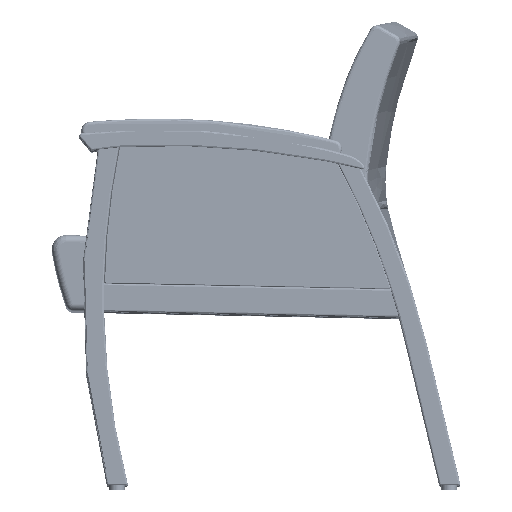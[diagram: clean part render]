
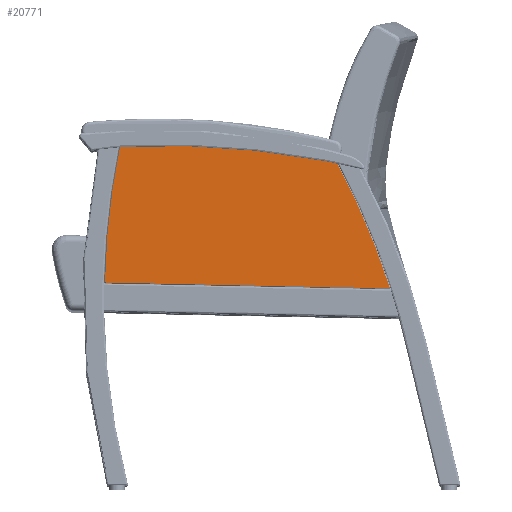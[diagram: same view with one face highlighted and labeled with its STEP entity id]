
A CAD part, top view. The second image highlights one B-rep face of the part: STEP entity #20771.
In plain terms, the highlighted planar face has unit normal (0, 0, 1).
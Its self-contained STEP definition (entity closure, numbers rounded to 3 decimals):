
#2569=PLANE('',#23195);
#3925=LINE('',#121194,#4601);
#4601=VECTOR('',#28575,20.361);
#6450=FACE_OUTER_BOUND('',#8194,.T.);
#8194=EDGE_LOOP('',(#19314,#19315,#19316,#19317));
#9457=CIRCLE('',#23193,53.107);
#9459=CIRCLE('',#23196,53.107);
#9460=CIRCLE('',#23197,59.771);
#11228=VERTEX_POINT('',#121159);
#11231=VERTEX_POINT('',#121179);
#11232=VERTEX_POINT('',#121196);
#11234=VERTEX_POINT('',#121215);
#13930=EDGE_CURVE('',#11231,#11228,#3925,.T.);
#13931=EDGE_CURVE('',#11228,#11232,#9457,.T.);
#13934=EDGE_CURVE('',#11234,#11231,#9459,.T.);
#13935=EDGE_CURVE('',#11232,#11234,#9460,.T.);
#19314=ORIENTED_EDGE('',*,*,#13930,.F.);
#19315=ORIENTED_EDGE('',*,*,#13934,.F.);
#19316=ORIENTED_EDGE('',*,*,#13935,.F.);
#19317=ORIENTED_EDGE('',*,*,#13931,.F.);
#20771=ADVANCED_FACE('',(#6450),#2569,.T.);
#23193=AXIS2_PLACEMENT_3D('',#121197,#28578,#28579);
#23195=AXIS2_PLACEMENT_3D('',#121214,#28582,#28583);
#23196=AXIS2_PLACEMENT_3D('',#121216,#28584,#28585);
#23197=AXIS2_PLACEMENT_3D('',#121217,#28586,#28587);
#28575=DIRECTION('',(-1.,0.02,0.));
#28578=DIRECTION('center_axis',(0.,0.,-1.));
#28579=DIRECTION('ref_axis',(-0.994,0.11,0.));
#28582=DIRECTION('center_axis',(0.,0.,1.));
#28583=DIRECTION('ref_axis',(1.,0.,0.));
#28584=DIRECTION('center_axis',(0.,0.,-1.));
#28585=DIRECTION('ref_axis',(0.921,0.39,0.));
#28586=DIRECTION('center_axis',(0.,0.,-1.));
#28587=DIRECTION('ref_axis',(0.068,0.998,0.));
#121159=CARTESIAN_POINT('',(-10.294,-4.614,0.813));
#121179=CARTESIAN_POINT('',(10.063,-5.024,0.813));
#121194=CARTESIAN_POINT('',(4.99,-4.922,0.813));
#121196=CARTESIAN_POINT('',(-9.201,5.166,0.813));
#121197=CARTESIAN_POINT('Origin',(42.804,-5.595,0.813));
#121214=CARTESIAN_POINT('Origin',(0.,0.,0.813));
#121215=CARTESIAN_POINT('',(6.211,4.023,0.813));
#121216=CARTESIAN_POINT('Origin',(-40.515,-21.216,0.813));
#121217=CARTESIAN_POINT('Origin',(-5.878,-54.512,0.813));
